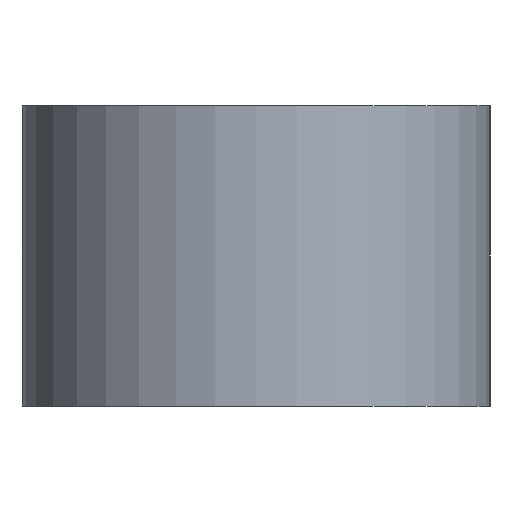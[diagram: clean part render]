
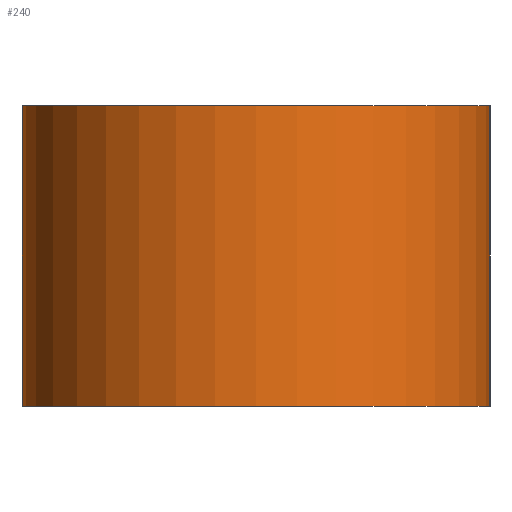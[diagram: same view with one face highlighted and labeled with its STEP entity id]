
A CAD part, left-side view. The second image highlights one B-rep face of the part: STEP entity #240.
In plain terms, the highlighted cylindrical face has radius 7 mm (diameter 14 mm), a partial arc.
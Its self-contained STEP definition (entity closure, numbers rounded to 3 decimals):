
#29=FACE_OUTER_BOUND('',#42,.T.);
#42=EDGE_LOOP('',(#179,#180,#181,#182));
#61=LINE('',#375,#86);
#62=LINE('',#381,#87);
#86=VECTOR('',#304,10.);
#87=VECTOR('',#311,10.);
#106=CIRCLE('',#270,7.);
#107=CIRCLE('',#271,7.);
#117=VERTEX_POINT('',#369);
#119=VERTEX_POINT('',#373);
#120=VERTEX_POINT('',#377);
#121=VERTEX_POINT('',#379);
#143=EDGE_CURVE('',#117,#119,#61,.T.);
#144=EDGE_CURVE('',#120,#117,#106,.T.);
#145=EDGE_CURVE('',#121,#119,#107,.T.);
#146=EDGE_CURVE('',#120,#121,#62,.T.);
#179=ORIENTED_EDGE('',*,*,#144,.T.);
#180=ORIENTED_EDGE('',*,*,#143,.T.);
#181=ORIENTED_EDGE('',*,*,#145,.F.);
#182=ORIENTED_EDGE('',*,*,#146,.F.);
#234=CYLINDRICAL_SURFACE('',#269,7.);
#240=ADVANCED_FACE('',(#29),#234,.T.);
#269=AXIS2_PLACEMENT_3D('',#376,#305,#306);
#270=AXIS2_PLACEMENT_3D('',#378,#307,#308);
#271=AXIS2_PLACEMENT_3D('',#380,#309,#310);
#304=DIRECTION('',(0.,0.,1.));
#305=DIRECTION('center_axis',(0.,0.,1.));
#306=DIRECTION('ref_axis',(0.,1.,0.));
#307=DIRECTION('center_axis',(0.,0.,1.));
#308=DIRECTION('ref_axis',(0.,1.,0.));
#309=DIRECTION('center_axis',(0.,0.,1.));
#310=DIRECTION('ref_axis',(0.,1.,0.));
#311=DIRECTION('',(0.,0.,1.));
#369=CARTESIAN_POINT('',(-10.481,22.86,-10.5));
#373=CARTESIAN_POINT('',(-10.481,22.86,-1.5));
#375=CARTESIAN_POINT('',(-10.481,22.86,-10.5));
#376=CARTESIAN_POINT('Origin',(-10.481,29.86,-10.5));
#377=CARTESIAN_POINT('',(-10.481,36.86,-10.5));
#378=CARTESIAN_POINT('Origin',(-10.481,29.86,-10.5));
#379=CARTESIAN_POINT('',(-10.481,36.86,-1.5));
#380=CARTESIAN_POINT('Origin',(-10.481,29.86,-1.5));
#381=CARTESIAN_POINT('',(-10.481,36.86,-10.5));
